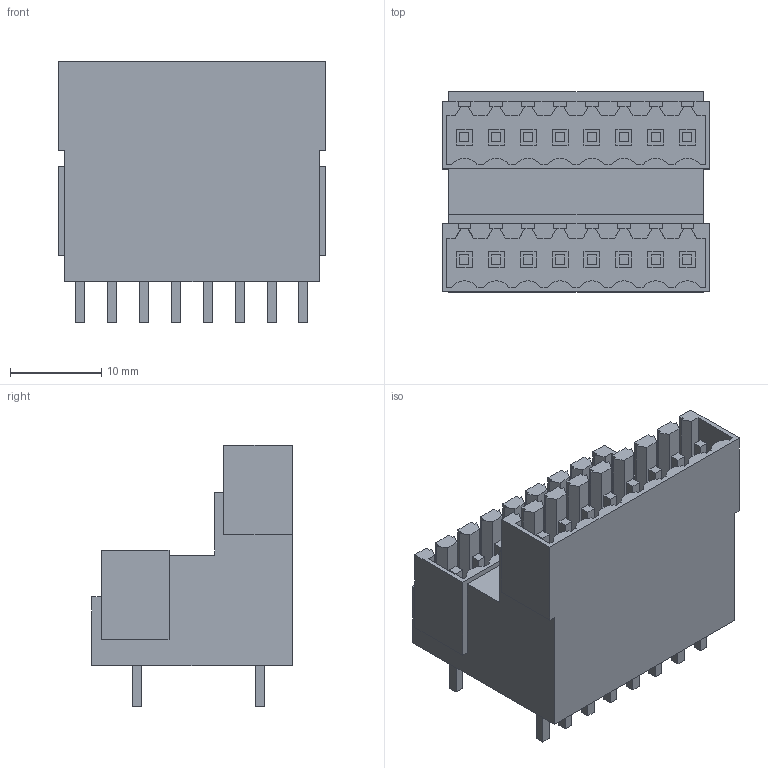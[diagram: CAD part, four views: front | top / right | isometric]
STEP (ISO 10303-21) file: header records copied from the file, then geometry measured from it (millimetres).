
FILE_DESCRIPTION(('CATIA V5 STEP Exchange','CAx-IF Rec.Pracs.--- Model Styling and Organization---1.4--- 2014-01-23'),'2;1');
FILE_NAME ('D1488203_0_1641760000_1641760000.stp','2021-06-01T12:27:31+00:00',('none'),('Weidmueller'),'CATIA Version 5-6 Release 2016 SP3 HF44','CATIA V5 STEP AP214','none');
FILE_SCHEMA(('AUTOMOTIVE_DESIGN { 1 0 10303 214 1 1 1 1 }'));
Length unit declared in the file: millimetre
Products named in the file (1): 1641760000
Bounding box: 29.4 x 22 x 28.7 mm (x, y, z)
Volume: 8293.7 mm3; surface area: 6258.9 mm2
Topology: 17 solids, 17 shells, 398 faces, 1086 edges, 738 vertices
Faces by surface type: plane 382, cylinder 16
Entity records: 11743 total; most frequent: ORIENTED_EDGE 2172, CARTESIAN_POINT 2015, DIRECTION 1466, EDGE_CURVE 1086, VECTOR 1054, LINE 1054, VERTEX_POINT 738, EDGE_LOOP 414
